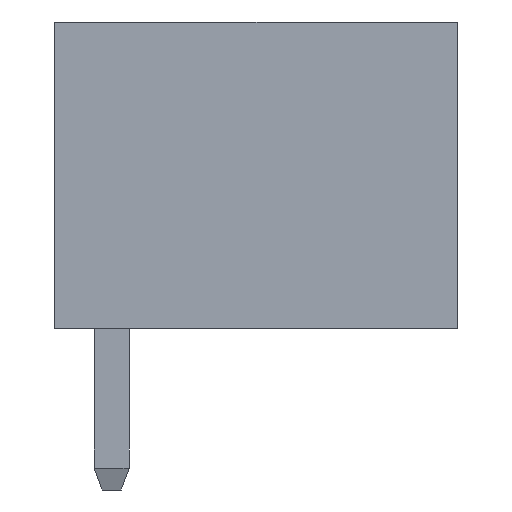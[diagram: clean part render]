
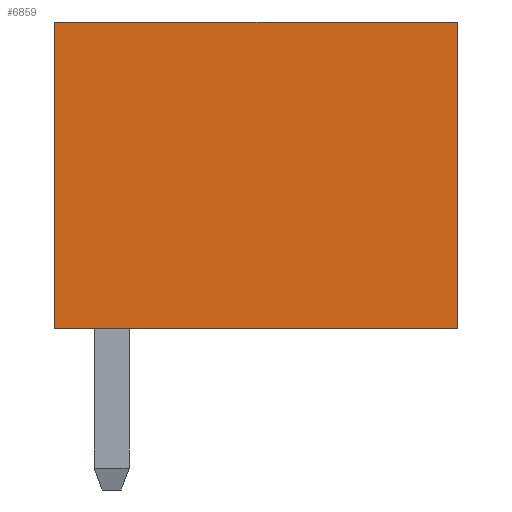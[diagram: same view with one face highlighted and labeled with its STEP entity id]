
A CAD part, left-side view. The second image highlights one B-rep face of the part: STEP entity #6859.
In plain terms, the highlighted planar face has unit normal (-1, 0, 0).
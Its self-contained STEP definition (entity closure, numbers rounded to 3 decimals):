
#20 = CARTESIAN_POINT ( 'NONE',  ( -21.355, 4.6, 0. ) ) ;
#230 = EDGE_CURVE ( 'NONE', #6189, #7831, #8061, .T. ) ;
#490 = EDGE_LOOP ( 'NONE', ( #6027, #8847, #11260, #16595 ) ) ;
#800 = CARTESIAN_POINT ( 'NONE',  ( -21.355, 4.6, 7. ) ) ;
#1626 = CARTESIAN_POINT ( 'NONE',  ( -21.355, 4.6, 7. ) ) ;
#1788 = CARTESIAN_POINT ( 'NONE',  ( -21.355, 4.6, 0. ) ) ;
#2181 = DIRECTION ( 'NONE',  ( 0., 0., -1. ) ) ;
#2440 = CARTESIAN_POINT ( 'NONE',  ( -21.355, 4.6, 7. ) ) ;
#3775 = DIRECTION ( 'NONE',  ( 0., 0., -1. ) ) ;
#4463 = DIRECTION ( 'NONE',  ( 0., -1., 0. ) ) ;
#4832 = EDGE_CURVE ( 'NONE', #7752, #7831, #9575, .T. ) ;
#5812 = EDGE_CURVE ( 'NONE', #14819, #6189, #10042, .T. ) ;
#5925 = VECTOR ( 'NONE', #4463, 1000. ) ;
#6027 = ORIENTED_EDGE ( 'NONE', *, *, #4832, .T. ) ;
#6189 = VERTEX_POINT ( 'NONE', #8974 ) ;
#6859 = ADVANCED_FACE ( 'NONE', ( #8405 ), #12975, .F. ) ;
#7752 = VERTEX_POINT ( 'NONE', #20 ) ;
#7831 = VERTEX_POINT ( 'NONE', #8255 ) ;
#8061 = LINE ( 'NONE', #17327, #14959 ) ;
#8255 = CARTESIAN_POINT ( 'NONE',  ( -21.355, -4.6, 0. ) ) ;
#8405 = FACE_OUTER_BOUND ( 'NONE', #490, .T. ) ;
#8847 = ORIENTED_EDGE ( 'NONE', *, *, #230, .F. ) ;
#8974 = CARTESIAN_POINT ( 'NONE',  ( -21.355, -4.6, 7. ) ) ;
#9168 = VECTOR ( 'NONE', #3775, 1000. ) ;
#9575 = LINE ( 'NONE', #1788, #5925 ) ;
#9633 = LINE ( 'NONE', #2440, #9168 ) ;
#10042 = LINE ( 'NONE', #1626, #13247 ) ;
#10290 = DIRECTION ( 'NONE',  ( 1., 0., 0. ) ) ;
#11049 = CARTESIAN_POINT ( 'NONE',  ( -21.355, 4.6, 7. ) ) ;
#11260 = ORIENTED_EDGE ( 'NONE', *, *, #5812, .F. ) ;
#11763 = DIRECTION ( 'NONE',  ( 0., 0., -1. ) ) ;
#12975 = PLANE ( 'NONE',  #13666 ) ;
#13247 = VECTOR ( 'NONE', #15276, 1000. ) ;
#13666 = AXIS2_PLACEMENT_3D ( 'NONE', #800, #10290, #2181 ) ;
#14819 = VERTEX_POINT ( 'NONE', #11049 ) ;
#14959 = VECTOR ( 'NONE', #11763, 1000. ) ;
#15276 = DIRECTION ( 'NONE',  ( 0., -1., 0. ) ) ;
#15828 = EDGE_CURVE ( 'NONE', #14819, #7752, #9633, .T. ) ;
#16595 = ORIENTED_EDGE ( 'NONE', *, *, #15828, .T. ) ;
#17327 = CARTESIAN_POINT ( 'NONE',  ( -21.355, -4.6, 7. ) ) ;
